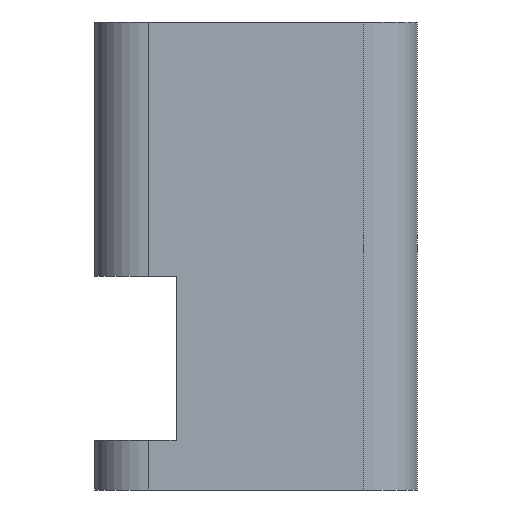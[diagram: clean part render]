
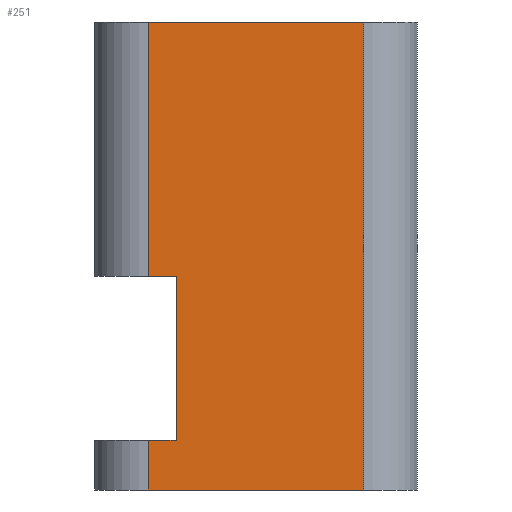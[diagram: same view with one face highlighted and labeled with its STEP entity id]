
A CAD part, front view. The second image highlights one B-rep face of the part: STEP entity #251.
In plain terms, the highlighted planar face has unit normal (0, -1, 0).
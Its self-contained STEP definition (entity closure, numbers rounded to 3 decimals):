
#40=FACE_OUTER_BOUND('',#59,.T.);
#59=EDGE_LOOP('',(#225,#226,#227,#228,#229,#230,#231,#232));
#61=LINE('',#377,#80);
#63=LINE('',#389,#82);
#65=LINE('',#395,#84);
#67=LINE('',#404,#86);
#72=LINE('',#415,#91);
#76=LINE('',#429,#95);
#77=LINE('',#432,#96);
#78=LINE('',#435,#97);
#80=VECTOR('',#302,10.);
#82=VECTOR('',#312,10.);
#84=VECTOR('',#318,10.);
#86=VECTOR('',#328,10.);
#91=VECTOR('',#339,10.);
#95=VECTOR('',#357,10.);
#96=VECTOR('',#360,10.);
#97=VECTOR('',#365,10.);
#112=VERTEX_POINT('',#370);
#115=VERTEX_POINT('',#375);
#120=VERTEX_POINT('',#386);
#121=VERTEX_POINT('',#388);
#123=VERTEX_POINT('',#394);
#126=VERTEX_POINT('',#402);
#132=VERTEX_POINT('',#427);
#133=VERTEX_POINT('',#431);
#137=EDGE_CURVE('',#115,#112,#61,.T.);
#142=EDGE_CURVE('',#121,#120,#63,.T.);
#145=EDGE_CURVE('',#123,#121,#65,.F.);
#150=EDGE_CURVE('',#120,#126,#67,.T.);
#156=EDGE_CURVE('',#123,#115,#72,.T.);
#163=EDGE_CURVE('',#132,#112,#76,.T.);
#164=EDGE_CURVE('',#132,#133,#77,.T.);
#166=EDGE_CURVE('',#133,#126,#78,.T.);
#225=ORIENTED_EDGE('',*,*,#150,.T.);
#226=ORIENTED_EDGE('',*,*,#166,.F.);
#227=ORIENTED_EDGE('',*,*,#164,.F.);
#228=ORIENTED_EDGE('',*,*,#163,.T.);
#229=ORIENTED_EDGE('',*,*,#137,.F.);
#230=ORIENTED_EDGE('',*,*,#156,.F.);
#231=ORIENTED_EDGE('',*,*,#145,.T.);
#232=ORIENTED_EDGE('',*,*,#142,.T.);
#238=PLANE('',#292);
#251=ADVANCED_FACE('',(#40),#238,.T.);
#292=AXIS2_PLACEMENT_3D('',#436,#366,#367);
#302=DIRECTION('',(1.,0.,0.));
#312=DIRECTION('',(0.,0.,-1.));
#318=DIRECTION('',(-1.,0.,0.));
#328=DIRECTION('',(-1.,0.,0.));
#339=DIRECTION('',(0.,0.,1.));
#357=DIRECTION('',(0.,0.,1.));
#360=DIRECTION('',(-1.,0.,0.));
#365=DIRECTION('',(0.,0.,1.));
#366=DIRECTION('center_axis',(0.,-1.,0.));
#367=DIRECTION('ref_axis',(-1.,0.,0.));
#370=CARTESIAN_POINT('',(-15.85,-2.,1.));
#375=CARTESIAN_POINT('',(-23.85,-2.,1.));
#377=CARTESIAN_POINT('',(-13.85,-2.,1.));
#386=CARTESIAN_POINT('',(-22.819,-2.,-14.55));
#388=CARTESIAN_POINT('',(-22.819,-2.,-8.45));
#389=CARTESIAN_POINT('',(-22.819,-2.,-14.45));
#394=CARTESIAN_POINT('',(-23.85,-2.,-8.45));
#395=CARTESIAN_POINT('',(-18.85,-2.,-8.45));
#402=CARTESIAN_POINT('',(-23.85,-2.,-14.55));
#404=CARTESIAN_POINT('',(-18.85,-2.,-14.55));
#415=CARTESIAN_POINT('',(-23.85,-2.,0.));
#427=CARTESIAN_POINT('',(-15.85,-2.,-16.4));
#429=CARTESIAN_POINT('',(-15.85,-2.,0.));
#431=CARTESIAN_POINT('',(-23.85,-2.,-16.4));
#432=CARTESIAN_POINT('',(-13.85,-2.,-16.4));
#435=CARTESIAN_POINT('',(-23.85,-2.,0.));
#436=CARTESIAN_POINT('Origin',(-13.85,-2.,0.));
